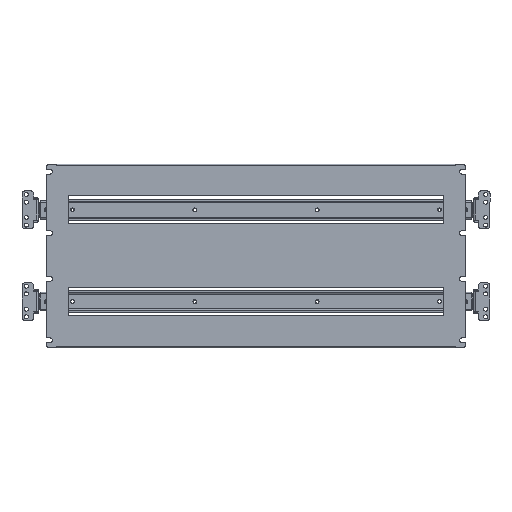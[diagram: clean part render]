
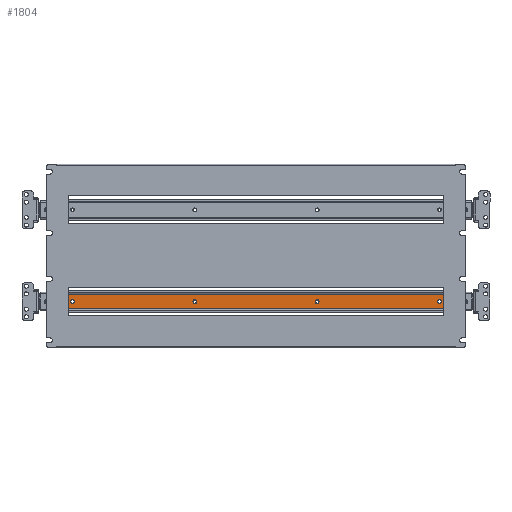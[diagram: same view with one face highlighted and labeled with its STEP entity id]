
A CAD part, top view. The second image highlights one B-rep face of the part: STEP entity #1804.
In plain terms, the highlighted planar face has unit normal (0, 0, 1).
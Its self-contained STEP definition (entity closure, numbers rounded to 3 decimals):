
#176 = CARTESIAN_POINT ( 'NONE',  ( 300., -74.5, -61.3 ) ) ;
#274 = EDGE_LOOP ( 'NONE', ( #21388, #5168 ) ) ;
#987 = CARTESIAN_POINT ( 'NONE',  ( 325., -86.2, -61.3 ) ) ;
#1157 = AXIS2_PLACEMENT_3D ( 'NONE', #5133, #47536, #16513 ) ;
#1419 = ORIENTED_EDGE ( 'NONE', *, *, #32405, .T. ) ;
#1804 = ADVANCED_FACE ( 'NONE', ( #38635, #36250, #33850, #48243, #38002 ), #8649, .F. ) ;
#2122 = EDGE_CURVE ( 'NONE', #43967, #16666, #7506, .T. ) ;
#2379 = AXIS2_PLACEMENT_3D ( 'NONE', #14327, #18203, #25976 ) ;
#4581 = DIRECTION ( 'NONE',  ( 0., -1., 0. ) ) ;
#5133 = CARTESIAN_POINT ( 'NONE',  ( 325., -88., -61.3 ) ) ;
#5154 = CIRCLE ( 'NONE', #13400, 3.1 ) ;
#5168 = ORIENTED_EDGE ( 'NONE', *, *, #33215, .F. ) ;
#5518 = EDGE_CURVE ( 'NONE', #11647, #30042, #23954, .T. ) ;
#5592 = CARTESIAN_POINT ( 'NONE',  ( 100., -74.5, -61.3 ) ) ;
#5719 = DIRECTION ( 'NONE',  ( 0., 0., 1. ) ) ;
#6017 = VECTOR ( 'NONE', #35191, 1000. ) ;
#6456 = EDGE_CURVE ( 'NONE', #11647, #10415, #45516, .T. ) ;
#6684 = EDGE_LOOP ( 'NONE', ( #9360, #24866 ) ) ;
#7506 = CIRCLE ( 'NONE', #2379, 3.1 ) ;
#7667 = CARTESIAN_POINT ( 'NONE',  ( -300., -74.5, -61.3 ) ) ;
#8201 = EDGE_CURVE ( 'NONE', #10415, #47572, #14199, .T. ) ;
#8274 = CIRCLE ( 'NONE', #44447, 3.1 ) ;
#8649 = PLANE ( 'NONE',  #1157 ) ;
#9360 = ORIENTED_EDGE ( 'NONE', *, *, #15822, .F. ) ;
#9690 = CARTESIAN_POINT ( 'NONE',  ( 300., -71.4, -61.3 ) ) ;
#10059 = ORIENTED_EDGE ( 'NONE', *, *, #5518, .T. ) ;
#10093 = CARTESIAN_POINT ( 'NONE',  ( -300., -74.5, -61.3 ) ) ;
#10415 = VERTEX_POINT ( 'NONE', #987 ) ;
#10661 = VERTEX_POINT ( 'NONE', #20280 ) ;
#11647 = VERTEX_POINT ( 'NONE', #45535 ) ;
#13400 = AXIS2_PLACEMENT_3D ( 'NONE', #5592, #43677, #32260 ) ;
#14199 = LINE ( 'NONE', #18920, #16020 ) ;
#14220 = DIRECTION ( 'NONE',  ( 0., -1., 0. ) ) ;
#14327 = CARTESIAN_POINT ( 'NONE',  ( -100., -74.5, -61.3 ) ) ;
#14398 = CARTESIAN_POINT ( 'NONE',  ( 300., -74.5, -61.3 ) ) ;
#15340 = ORIENTED_EDGE ( 'NONE', *, *, #2122, .F. ) ;
#15822 = EDGE_CURVE ( 'NONE', #32241, #41851, #23590, .T. ) ;
#16020 = VECTOR ( 'NONE', #49255, 1000. ) ;
#16082 = CARTESIAN_POINT ( 'NONE',  ( 325., -62.8, -61.3 ) ) ;
#16513 = DIRECTION ( 'NONE',  ( 0., 1., 0. ) ) ;
#16622 = DIRECTION ( 'NONE',  ( 0., 0., 1. ) ) ;
#16666 = VERTEX_POINT ( 'NONE', #43349 ) ;
#16932 = CIRCLE ( 'NONE', #25688, 3.1 ) ;
#16971 = CIRCLE ( 'NONE', #20962, 3.1 ) ;
#17245 = CARTESIAN_POINT ( 'NONE',  ( -325., -88., -61.3 ) ) ;
#18203 = DIRECTION ( 'NONE',  ( 0., 0., 1. ) ) ;
#18412 = CARTESIAN_POINT ( 'NONE',  ( -325., -62.8, -61.3 ) ) ;
#18781 = AXIS2_PLACEMENT_3D ( 'NONE', #14398, #41055, #22096 ) ;
#18920 = CARTESIAN_POINT ( 'NONE',  ( 325., -86.2, -61.3 ) ) ;
#19895 = AXIS2_PLACEMENT_3D ( 'NONE', #26490, #34115, #49527 ) ;
#19953 = EDGE_LOOP ( 'NONE', ( #22919, #21616 ) ) ;
#20184 = EDGE_LOOP ( 'NONE', ( #15340, #40751 ) ) ;
#20280 = CARTESIAN_POINT ( 'NONE',  ( 100., -71.4, -61.3 ) ) ;
#20878 = CARTESIAN_POINT ( 'NONE',  ( -100., -77.6, -61.3 ) ) ;
#20962 = AXIS2_PLACEMENT_3D ( 'NONE', #7667, #46021, #23176 ) ;
#21251 = VECTOR ( 'NONE', #14220, 1000. ) ;
#21388 = ORIENTED_EDGE ( 'NONE', *, *, #40642, .F. ) ;
#21616 = ORIENTED_EDGE ( 'NONE', *, *, #31723, .F. ) ;
#22096 = DIRECTION ( 'NONE',  ( 0., -1., 0. ) ) ;
#22919 = ORIENTED_EDGE ( 'NONE', *, *, #46759, .F. ) ;
#23088 = DIRECTION ( 'NONE',  ( 0., 0., 1. ) ) ;
#23176 = DIRECTION ( 'NONE',  ( 0., -1., 0. ) ) ;
#23220 = ORIENTED_EDGE ( 'NONE', *, *, #6456, .F. ) ;
#23590 = CIRCLE ( 'NONE', #36916, 3.1 ) ;
#23954 = LINE ( 'NONE', #16082, #6017 ) ;
#24045 = CARTESIAN_POINT ( 'NONE',  ( 300., -77.6, -61.3 ) ) ;
#24122 = CIRCLE ( 'NONE', #18781, 3.1 ) ;
#24866 = ORIENTED_EDGE ( 'NONE', *, *, #34850, .F. ) ;
#25688 = AXIS2_PLACEMENT_3D ( 'NONE', #31078, #16622, #43267 ) ;
#25809 = CARTESIAN_POINT ( 'NONE',  ( -300., -71.4, -61.3 ) ) ;
#25976 = DIRECTION ( 'NONE',  ( 0., -1., 0. ) ) ;
#26490 = CARTESIAN_POINT ( 'NONE',  ( -100., -74.5, -61.3 ) ) ;
#26933 = CIRCLE ( 'NONE', #19895, 3.1 ) ;
#27179 = EDGE_CURVE ( 'NONE', #16666, #43967, #26933, .T. ) ;
#28829 = VERTEX_POINT ( 'NONE', #33755 ) ;
#30042 = VERTEX_POINT ( 'NONE', #18412 ) ;
#31078 = CARTESIAN_POINT ( 'NONE',  ( 100., -74.5, -61.3 ) ) ;
#31723 = EDGE_CURVE ( 'NONE', #49408, #28829, #8274, .T. ) ;
#32241 = VERTEX_POINT ( 'NONE', #24045 ) ;
#32260 = DIRECTION ( 'NONE',  ( 0., -1., 0. ) ) ;
#32405 = EDGE_CURVE ( 'NONE', #30042, #47572, #39691, .T. ) ;
#32462 = CARTESIAN_POINT ( 'NONE',  ( 100., -77.6, -61.3 ) ) ;
#33215 = EDGE_CURVE ( 'NONE', #10661, #41838, #16932, .T. ) ;
#33755 = CARTESIAN_POINT ( 'NONE',  ( -300., -77.6, -61.3 ) ) ;
#33850 = FACE_OUTER_BOUND ( 'NONE', #41894, .T. ) ;
#34115 = DIRECTION ( 'NONE',  ( 0., 0., 1. ) ) ;
#34850 = EDGE_CURVE ( 'NONE', #41851, #32241, #24122, .T. ) ;
#35191 = DIRECTION ( 'NONE',  ( -1., 0., 0. ) ) ;
#36009 = ORIENTED_EDGE ( 'NONE', *, *, #8201, .F. ) ;
#36250 = FACE_BOUND ( 'NONE', #19953, .T. ) ;
#36916 = AXIS2_PLACEMENT_3D ( 'NONE', #176, #23088, #45298 ) ;
#38002 = FACE_BOUND ( 'NONE', #6684, .T. ) ;
#38635 = FACE_BOUND ( 'NONE', #20184, .T. ) ;
#39240 = CARTESIAN_POINT ( 'NONE',  ( 325., -88., -61.3 ) ) ;
#39691 = LINE ( 'NONE', #17245, #21251 ) ;
#40642 = EDGE_CURVE ( 'NONE', #41838, #10661, #5154, .T. ) ;
#40751 = ORIENTED_EDGE ( 'NONE', *, *, #27179, .F. ) ;
#41055 = DIRECTION ( 'NONE',  ( 0., 0., 1. ) ) ;
#41838 = VERTEX_POINT ( 'NONE', #32462 ) ;
#41851 = VERTEX_POINT ( 'NONE', #9690 ) ;
#41894 = EDGE_LOOP ( 'NONE', ( #1419, #36009, #23220, #10059 ) ) ;
#42986 = CARTESIAN_POINT ( 'NONE',  ( -325., -86.2, -61.3 ) ) ;
#43267 = DIRECTION ( 'NONE',  ( 0., -1., 0. ) ) ;
#43349 = CARTESIAN_POINT ( 'NONE',  ( -100., -71.4, -61.3 ) ) ;
#43677 = DIRECTION ( 'NONE',  ( 0., 0., 1. ) ) ;
#43967 = VERTEX_POINT ( 'NONE', #20878 ) ;
#44447 = AXIS2_PLACEMENT_3D ( 'NONE', #10093, #5719, #47972 ) ;
#45298 = DIRECTION ( 'NONE',  ( 0., -1., 0. ) ) ;
#45516 = LINE ( 'NONE', #39240, #48524 ) ;
#45535 = CARTESIAN_POINT ( 'NONE',  ( 325., -62.8, -61.3 ) ) ;
#46021 = DIRECTION ( 'NONE',  ( 0., 0., 1. ) ) ;
#46759 = EDGE_CURVE ( 'NONE', #28829, #49408, #16971, .T. ) ;
#47536 = DIRECTION ( 'NONE',  ( 0., 0., -1. ) ) ;
#47572 = VERTEX_POINT ( 'NONE', #42986 ) ;
#47972 = DIRECTION ( 'NONE',  ( 0., -1., 0. ) ) ;
#48243 = FACE_BOUND ( 'NONE', #274, .T. ) ;
#48524 = VECTOR ( 'NONE', #4581, 1000. ) ;
#49255 = DIRECTION ( 'NONE',  ( -1., 0., 0. ) ) ;
#49408 = VERTEX_POINT ( 'NONE', #25809 ) ;
#49527 = DIRECTION ( 'NONE',  ( 0., -1., 0. ) ) ;
